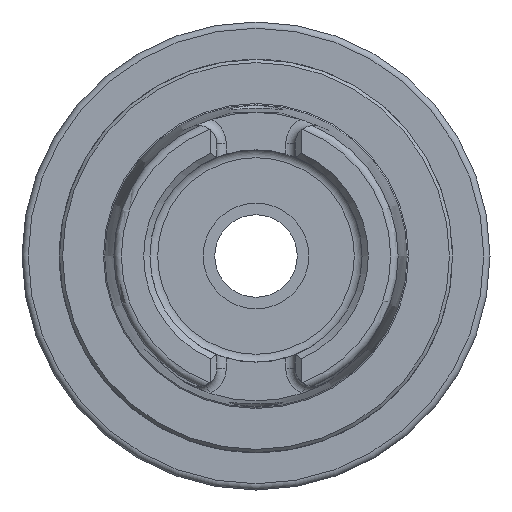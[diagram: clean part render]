
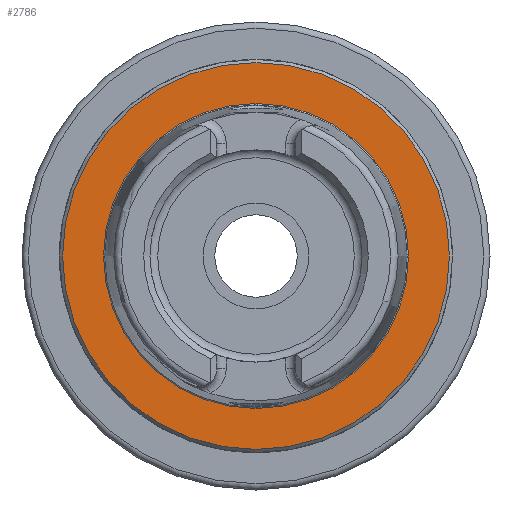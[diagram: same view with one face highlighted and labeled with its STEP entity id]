
A CAD part, left-side view. The second image highlights one B-rep face of the part: STEP entity #2786.
In plain terms, the highlighted planar face has unit normal (-1, 0, 0).
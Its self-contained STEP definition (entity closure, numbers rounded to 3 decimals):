
#46=FACE_BOUND('',#748,.T.);
#89=PLANE('',#3179);
#596=FACE_OUTER_BOUND('',#747,.T.);
#747=EDGE_LOOP('',(#2599,#2600));
#748=EDGE_LOOP('',(#2601,#2602));
#981=CIRCLE('',#3177,24.433);
#982=CIRCLE('',#3178,24.433);
#983=CIRCLE('',#3180,31.);
#984=CIRCLE('',#3181,31.);
#1285=VERTEX_POINT('',#5949);
#1286=VERTEX_POINT('',#5951);
#1287=VERTEX_POINT('',#5955);
#1288=VERTEX_POINT('',#5956);
#1724=EDGE_CURVE('',#1286,#1285,#981,.T.);
#1725=EDGE_CURVE('',#1285,#1286,#982,.T.);
#1726=EDGE_CURVE('',#1287,#1288,#983,.T.);
#1727=EDGE_CURVE('',#1288,#1287,#984,.T.);
#2599=ORIENTED_EDGE('',*,*,#1726,.F.);
#2600=ORIENTED_EDGE('',*,*,#1727,.F.);
#2601=ORIENTED_EDGE('',*,*,#1724,.T.);
#2602=ORIENTED_EDGE('',*,*,#1725,.T.);
#2786=ADVANCED_FACE('',(#596,#46),#89,.T.);
#3177=AXIS2_PLACEMENT_3D('',#5952,#4043,#4044);
#3178=AXIS2_PLACEMENT_3D('',#5953,#4045,#4046);
#3179=AXIS2_PLACEMENT_3D('',#5954,#4047,#4048);
#3180=AXIS2_PLACEMENT_3D('',#5957,#4049,#4050);
#3181=AXIS2_PLACEMENT_3D('',#5958,#4051,#4052);
#4043=DIRECTION('center_axis',(1.,0.,0.));
#4044=DIRECTION('ref_axis',(0.,0.,-1.));
#4045=DIRECTION('center_axis',(1.,0.,0.));
#4046=DIRECTION('ref_axis',(0.,0.,-1.));
#4047=DIRECTION('center_axis',(-1.,0.,0.));
#4048=DIRECTION('ref_axis',(0.,0.,1.));
#4049=DIRECTION('center_axis',(1.,0.,0.));
#4050=DIRECTION('ref_axis',(0.,0.,-1.));
#4051=DIRECTION('center_axis',(1.,0.,0.));
#4052=DIRECTION('ref_axis',(0.,0.,-1.));
#5949=CARTESIAN_POINT('',(0.,0.,24.433));
#5951=CARTESIAN_POINT('',(0.,24.433,0.));
#5952=CARTESIAN_POINT('Origin',(0.,0.,0.));
#5953=CARTESIAN_POINT('Origin',(0.,0.,0.));
#5954=CARTESIAN_POINT('Origin',(0.,31.,0.));
#5955=CARTESIAN_POINT('',(0.,31.,0.));
#5956=CARTESIAN_POINT('',(0.,-31.,0.));
#5957=CARTESIAN_POINT('Origin',(0.,0.,0.));
#5958=CARTESIAN_POINT('Origin',(0.,0.,0.));
